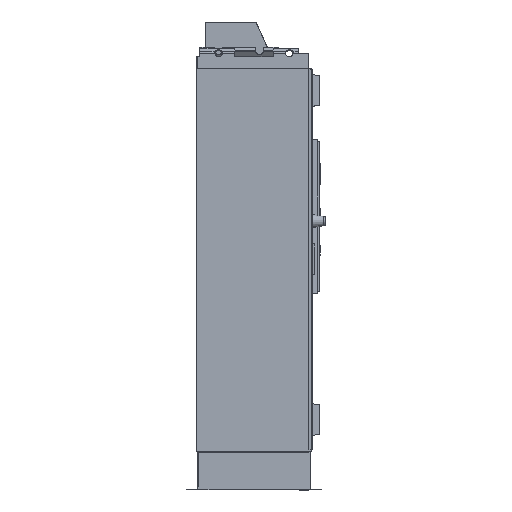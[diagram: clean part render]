
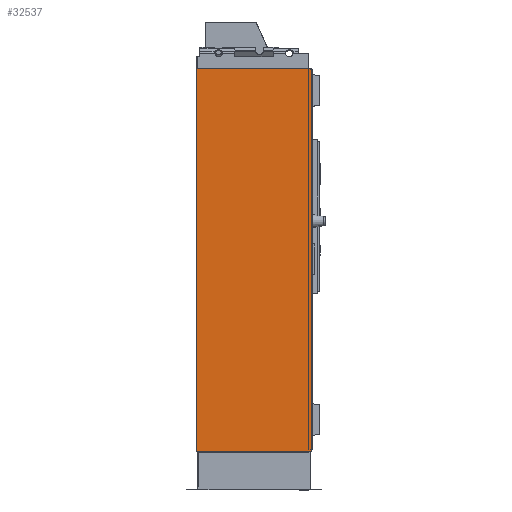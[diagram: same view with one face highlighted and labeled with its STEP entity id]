
A CAD part, left-side view. The second image highlights one B-rep face of the part: STEP entity #32537.
In plain terms, the highlighted planar face has unit normal (-1, 0, 0).
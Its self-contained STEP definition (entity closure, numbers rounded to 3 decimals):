
#32537=ADVANCED_FACE('',(#41246),#36997,.T.);
#36997=PLANE('',#126007);
#41246=FACE_OUTER_BOUND('',#46739,.T.);
#46739=EDGE_LOOP('',(#60579,#60580,#60581,#60582));
#60579=ORIENTED_EDGE('',*,*,#90990,.F.);
#60580=ORIENTED_EDGE('',*,*,#91785,.T.);
#60581=ORIENTED_EDGE('',*,*,#91786,.F.);
#60582=ORIENTED_EDGE('',*,*,#91787,.F.);
#80574=VERTEX_POINT('',#167371);
#80576=VERTEX_POINT('',#167375);
#81143=VERTEX_POINT('',#169284);
#81144=VERTEX_POINT('',#169288);
#90990=EDGE_CURVE('',#80576,#80574,#103408,.T.);
#91785=EDGE_CURVE('',#80576,#81143,#104085,.T.);
#91786=EDGE_CURVE('',#81144,#81143,#104086,.T.);
#91787=EDGE_CURVE('',#80574,#81144,#104087,.T.);
#103408=LINE('',#167376,#114979);
#104085=LINE('',#169285,#115656);
#104086=LINE('',#169287,#115657);
#104087=LINE('',#169289,#115658);
#114979=VECTOR('',#137677,1.);
#115656=VECTOR('',#138972,1.);
#115657=VECTOR('',#138975,1.);
#115658=VECTOR('',#138976,1.);
#126007=AXIS2_PLACEMENT_3D('',#169290,#138977,#138978);
#137677=DIRECTION('',(0.,-1.,0.));
#138972=DIRECTION('',(0.,0.,-1.));
#138975=DIRECTION('',(0.,1.,0.));
#138976=DIRECTION('',(0.,0.,-1.));
#138977=DIRECTION('',(-1.,0.,0.));
#138978=DIRECTION('',(0.,0.,1.));
#167371=CARTESIAN_POINT('',(-1750.,0.,1899.5));
#167375=CARTESIAN_POINT('',(-1750.,600.,1899.5));
#167376=CARTESIAN_POINT('',(-1750.,600.,1899.5));
#169284=CARTESIAN_POINT('',(-1750.,600.,-100.));
#169285=CARTESIAN_POINT('',(-1750.,600.,1932.5));
#169287=CARTESIAN_POINT('',(-1750.,600.,-100.));
#169288=CARTESIAN_POINT('',(-1750.,0.,-100.));
#169289=CARTESIAN_POINT('',(-1750.,0.,0.));
#169290=CARTESIAN_POINT('',(-1750.,300.,1932.5));
